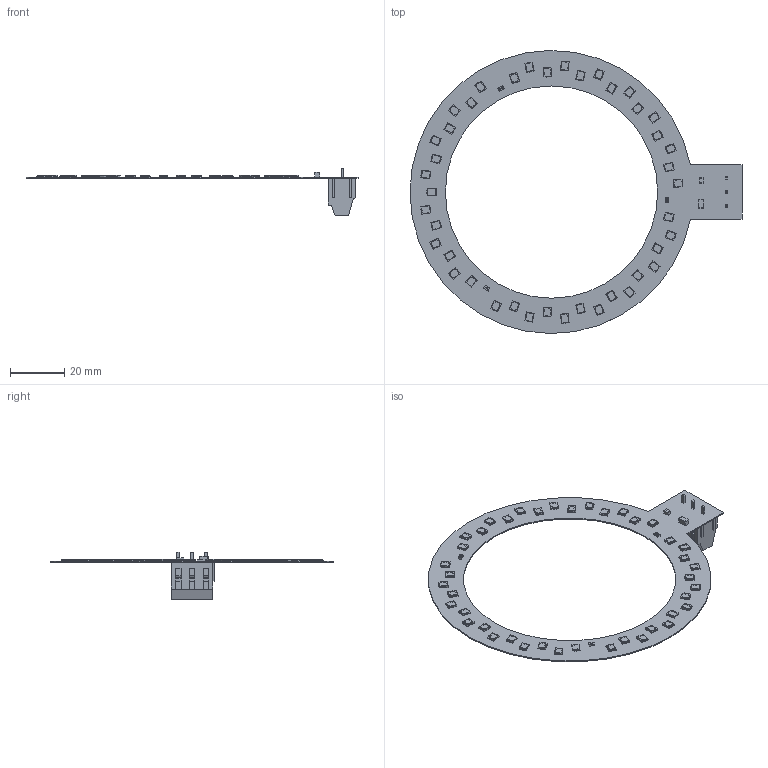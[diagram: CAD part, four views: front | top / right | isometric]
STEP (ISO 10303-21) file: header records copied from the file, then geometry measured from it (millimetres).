
FILE_DESCRIPTION(('Open CASCADE Model'),'2;1');
FILE_NAME('Open CASCADE Shape Model','2020-09-11T19:42:38',('Author'),( 'Open CASCADE'),'Open CASCADE STEP processor 6.8','Open CASCADE 6.8' ,'Unknown');
FILE_SCHEMA(('AUTOMOTIVE_DESIGN { 1 0 10303 214 1 1 1 1 }'));
Length unit declared in the file: millimetre
Products named in the file (67): PCB; Board; C1; 752061168; Extruded; 752061304; CN1; CN_WURTH_691216510003; 691216510003; 6912165100xx_MASS; 6912165100xx_PIN; 6912165100xx_VIS; D1; LED_2835; Open CASCADE STEP translator 6.8 1.4.1.1; Open CASCADE STEP translator 6.8 1.4.1.2; D2; D3; D4; D5; D6; D7; D8; D9; D10; D11; D12; D13; D14; D15; D16; D17; D18; D19; D20; D21; D22; D23; D24; D25 ...
Assembly tree (117 placements, depth 4):
  PCB
    Board
    C1
      752061168
        Extruded
      752061304  x2
        Extruded
    CN1
      CN_WURTH_691216510003
        691216510003
        6912165100xx_MASS  x3
        6912165100xx_PIN  x3
        6912165100xx_VIS  x3
    D1
      LED_2835
        Open CASCADE STEP translator 6.8 1.4.1.1
        Open CASCADE STEP translator 6.8 1.4.1.2
    D2
      LED_2835
        Open CASCADE STEP translator 6.8 1.4.1.1
        Open CASCADE STEP translator 6.8 1.4.1.2
    D3
      LED_2835
        Open CASCADE STEP translator 6.8 1.4.1.1
        Open CASCADE STEP translator 6.8 1.4.1.2
    D4
      LED_2835
        Open CASCADE STEP translator 6.8 1.4.1.1
        Open CASCADE STEP translator 6.8 1.4.1.2
    D5
      LED_2835
        Open CASCADE STEP translator 6.8 1.4.1.1
        Open CASCADE STEP translator 6.8 1.4.1.2
    D6
      LED_2835
        Open CASCADE STEP translator 6.8 1.4.1.1
        Open CASCADE STEP translator 6.8 1.4.1.2
    D7
      LED_2835
        Open CASCADE STEP translator 6.8 1.4.1.1
        Open CASCADE STEP translator 6.8 1.4.1.2
    D8
      LED_2835
        Open CASCADE STEP translator 6.8 1.4.1.1
        Open CASCADE STEP translator 6.8 1.4.1.2
    D9
      LED_2835
        Open CASCADE STEP translator 6.8 1.4.1.1
        Open CASCADE STEP translator 6.8 1.4.1.2
    D10
      LED_2835
        Open CASCADE STEP translator 6.8 1.4.1.1
        Open CASCADE STEP translator 6.8 1.4.1.2
    D11
      LED_2835
        Open CASCADE STEP translator 6.8 1.4.1.1
        Open CASCADE STEP translator 6.8 1.4.1.2
    D12
      LED_2835
        Open CASCADE STEP translator 6.8 1.4.1.1
Bounding box: 122 x 104 x 17.6 mm (x, y, z)
Volume: 3192.1 mm3; surface area: 14047.9 mm2
Topology: 197 solids, 239 shells, 6703 faces, 17349 edges, 11190 vertices
Faces by surface type: bspline 4167, plane 2494, cylinder 42
Full cylindrical faces by diameter (mm): 2.4 x9, 3.8 x6, 78 x1
Entity records: 20763 total; most frequent: CARTESIAN_POINT 6939, ORIENTED_EDGE 2518, DIRECTION 1756, EDGE_CURVE 1260, VERTEX_POINT 824, LINE 732, VECTOR 732, FACE_BOUND 516
